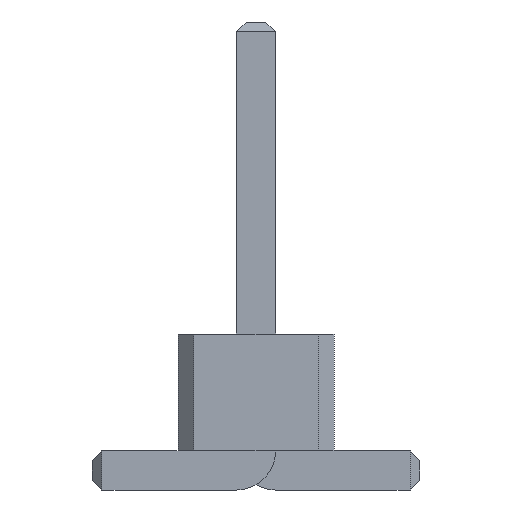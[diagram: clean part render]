
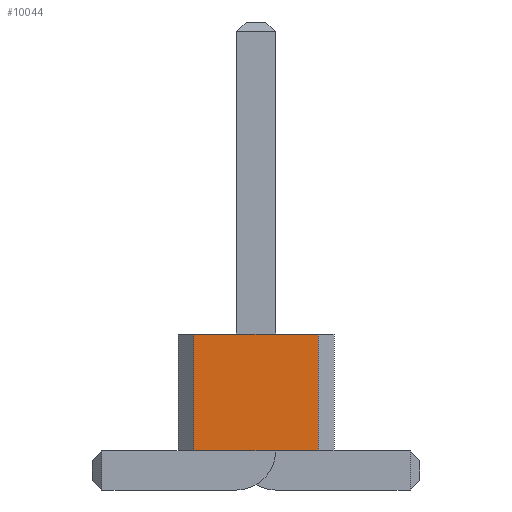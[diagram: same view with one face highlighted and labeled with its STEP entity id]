
A CAD part, front view. The second image highlights one B-rep face of the part: STEP entity #10044.
In plain terms, the highlighted planar face has unit normal (0, -1, 0).
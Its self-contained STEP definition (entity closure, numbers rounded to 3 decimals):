
#1790 = VERTEX_POINT('',#1791);
#1791 = CARTESIAN_POINT('',(0.8,-35.,0.5));
#1797 = EDGE_CURVE('',#1798,#1790,#1800,.T.);
#1798 = VERTEX_POINT('',#1799);
#1799 = CARTESIAN_POINT('',(-0.8,-35.,0.5));
#1800 = LINE('',#1801,#1802);
#1801 = CARTESIAN_POINT('',(-0.8,-35.,0.5));
#1802 = VECTOR('',#1803,1.);
#1803 = DIRECTION('',(1.,0.,0.));
#4326 = VERTEX_POINT('',#4327);
#4327 = CARTESIAN_POINT('',(0.8,-35.,2.));
#4333 = EDGE_CURVE('',#4334,#4326,#4336,.T.);
#4334 = VERTEX_POINT('',#4335);
#4335 = CARTESIAN_POINT('',(-0.8,-35.,2.));
#4336 = LINE('',#4337,#4338);
#4337 = CARTESIAN_POINT('',(-0.8,-35.,2.));
#4338 = VECTOR('',#4339,1.);
#4339 = DIRECTION('',(1.,0.,0.));
#10033 = EDGE_CURVE('',#1798,#4334,#10034,.T.);
#10034 = LINE('',#10035,#10036);
#10035 = CARTESIAN_POINT('',(-0.8,-35.,0.5));
#10036 = VECTOR('',#10037,1.);
#10037 = DIRECTION('',(0.,0.,1.));
#10044 = ADVANCED_FACE('',(#10045),#10056,.F.);
#10045 = FACE_BOUND('',#10046,.F.);
#10046 = EDGE_LOOP('',(#10047,#10048,#10049,#10055));
#10047 = ORIENTED_EDGE('',*,*,#10033,.T.);
#10048 = ORIENTED_EDGE('',*,*,#4333,.T.);
#10049 = ORIENTED_EDGE('',*,*,#10050,.F.);
#10050 = EDGE_CURVE('',#1790,#4326,#10051,.T.);
#10051 = LINE('',#10052,#10053);
#10052 = CARTESIAN_POINT('',(0.8,-35.,0.5));
#10053 = VECTOR('',#10054,1.);
#10054 = DIRECTION('',(0.,0.,1.));
#10055 = ORIENTED_EDGE('',*,*,#1797,.F.);
#10056 = PLANE('',#10057);
#10057 = AXIS2_PLACEMENT_3D('',#10058,#10059,#10060);
#10058 = CARTESIAN_POINT('',(-0.8,-35.,0.5));
#10059 = DIRECTION('',(0.,1.,0.));
#10060 = DIRECTION('',(1.,0.,0.));
